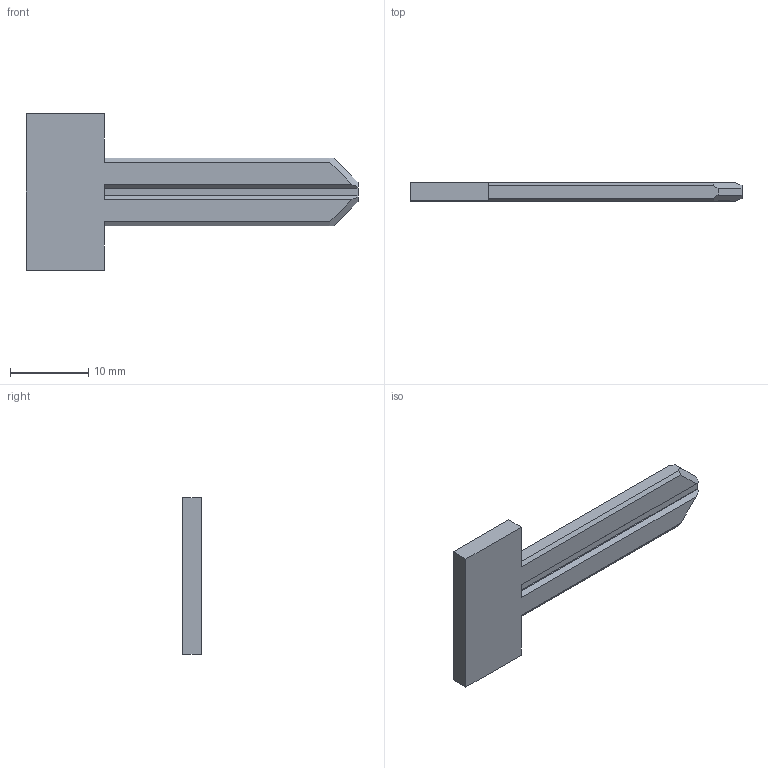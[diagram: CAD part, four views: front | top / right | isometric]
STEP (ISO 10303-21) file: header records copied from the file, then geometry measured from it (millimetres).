
FILE_DESCRIPTION(/* description */ (''),/* implementation_level */ '2;1');
FILE_NAME(/* name */ 'WR blank.step',/* time_stamp */ '2025-12-30T09:27:01+01:00',/* author */ (''),/* organization */ (''),/* preprocessor_version */ 'ST-DEVELOPER v20.1',/* originating_system */ 'Autodesk Translation Framework v14.21.0.0',/* authorisation */ '');
FILE_SCHEMA (('AUTOMOTIVE_DESIGN { 1 0 10303 214 3 1 1 }'));
Length unit declared in the file: millimetre
Products named in the file (1): Miwa WR 5
Bounding box: 42.35 x 2.3 x 20 mm (x, y, z)
Volume: 1005.1 mm3; surface area: 1226.2 mm2
Topology: 1 solids, 1 shells, 32 faces, 90 edges, 60 vertices
Faces by surface type: plane 32
Entity records: 1047 total; most frequent: CARTESIAN_POINT 183, ORIENTED_EDGE 180, DIRECTION 156, LINE 90, VECTOR 90, EDGE_CURVE 90, VERTEX_POINT 60, AXIS2_PLACEMENT_3D 33
